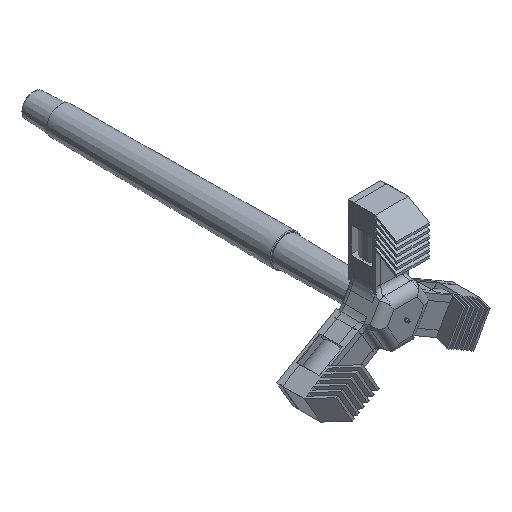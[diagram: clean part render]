
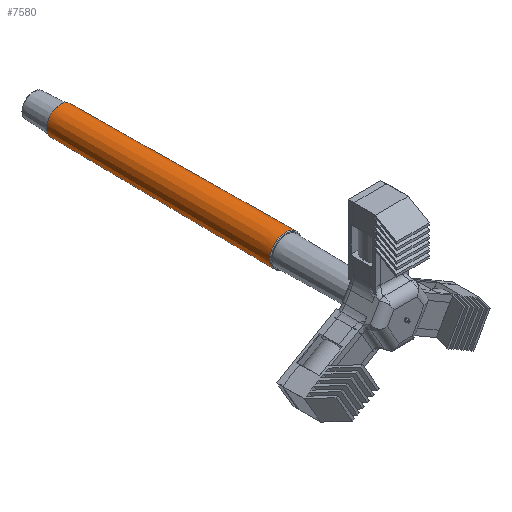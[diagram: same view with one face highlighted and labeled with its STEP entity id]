
A CAD part, isometric view. The second image highlights one B-rep face of the part: STEP entity #7580.
In plain terms, the highlighted conical face has half-angle 0.462 degrees and reference radius 5.493 mm.
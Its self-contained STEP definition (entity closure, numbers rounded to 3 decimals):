
#2151=FACE_BOUND('',#2682,.T.);
#2243=FACE_OUTER_BOUND('',#2681,.T.);
#2681=EDGE_LOOP('',(#5298));
#2682=EDGE_LOOP('',(#5299));
#3207=CIRCLE('',#8026,4.851);
#3208=CIRCLE('',#8028,5.491);
#3446=VERTEX_POINT('',#10920);
#3447=VERTEX_POINT('',#10923);
#4186=EDGE_CURVE('',#3446,#3446,#3207,.T.);
#4187=EDGE_CURVE('',#3447,#3447,#3208,.T.);
#5298=ORIENTED_EDGE('',*,*,#4187,.T.);
#5299=ORIENTED_EDGE('',*,*,#4186,.F.);
#7539=CONICAL_SURFACE('',#8027,5.493,0.008);
#7580=ADVANCED_FACE('',(#2243,#2151),#7539,.T.);
#8026=AXIS2_PLACEMENT_3D('',#10921,#8731,#8732);
#8027=AXIS2_PLACEMENT_3D('',#10922,#8733,#8734);
#8028=AXIS2_PLACEMENT_3D('',#10924,#8735,#8736);
#8731=DIRECTION('center_axis',(1.,0.,0.));
#8732=DIRECTION('ref_axis',(0.,0.,-1.));
#8733=DIRECTION('center_axis',(-1.,0.,0.));
#8734=DIRECTION('ref_axis',(0.,0.,1.));
#8735=DIRECTION('center_axis',(1.,0.,0.));
#8736=DIRECTION('ref_axis',(0.,0.,-1.));
#10920=CARTESIAN_POINT('',(0.,0.,-4.851));
#10921=CARTESIAN_POINT('Origin',(0.,0.,0.));
#10922=CARTESIAN_POINT('Origin',(-79.566,0.,0.));
#10923=CARTESIAN_POINT('',(-79.309,0.,-5.491));
#10924=CARTESIAN_POINT('Origin',(-79.309,0.,0.));
